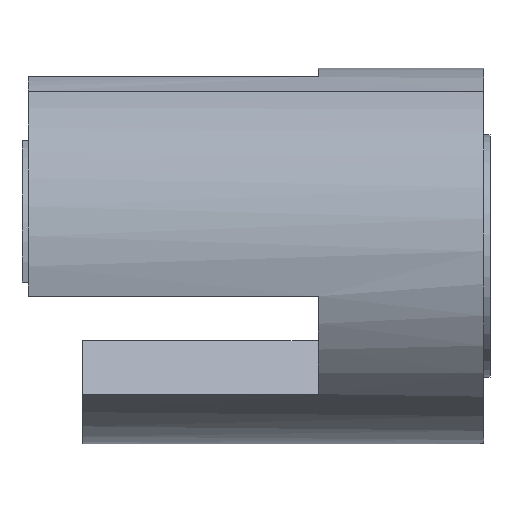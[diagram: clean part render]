
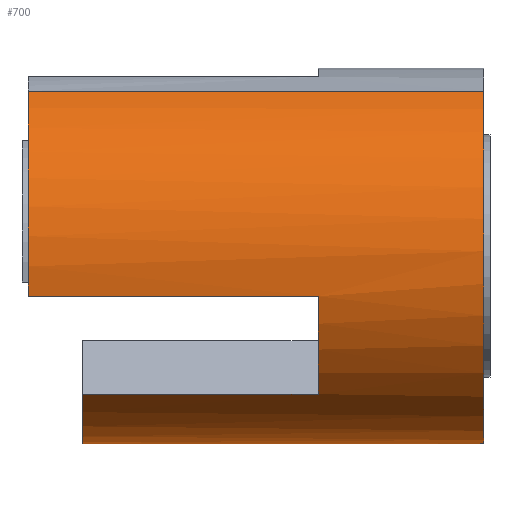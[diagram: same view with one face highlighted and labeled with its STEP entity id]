
A CAD part, top view. The second image highlights one B-rep face of the part: STEP entity #700.
In plain terms, the highlighted cylindrical face has radius 31 mm (diameter 62 mm), a partial arc.
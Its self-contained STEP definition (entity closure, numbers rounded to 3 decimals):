
#92=CARTESIAN_POINT('Axis2P3D Location',(40.65,0.,0.)) ;
#143=CARTESIAN_POINT('Vertex',(3.,27.205,14.862)) ;
#146=CARTESIAN_POINT('Line Origine',(40.65,27.205,14.862)) ;
#150=CARTESIAN_POINT('Vertex',(78.3,27.205,14.862)) ;
#157=CARTESIAN_POINT('Vertex',(78.3,-27.205,-14.862)) ;
#160=CARTESIAN_POINT('Line Origine',(40.65,-27.205,-14.862)) ;
#164=CARTESIAN_POINT('Vertex',(12.,-27.205,-14.862)) ;
#538=CARTESIAN_POINT('Vertex',(3.,-6.71,30.265)) ;
#541=CARTESIAN_POINT('Axis2P3D Location',(3.,0.,0.)) ;
#659=CARTESIAN_POINT('Axis2P3D Location',(78.3,0.,0.)) ;
#664=CARTESIAN_POINT('Line Origine',(40.65,-6.71,30.265)) ;
#668=CARTESIAN_POINT('Vertex',(50.9,-6.71,30.265)) ;
#671=CARTESIAN_POINT('Axis2P3D Location',(50.9,0.,0.)) ;
#675=CARTESIAN_POINT('Vertex',(50.9,-22.856,20.943)) ;
#678=CARTESIAN_POINT('Line Origine',(40.65,-22.856,20.943)) ;
#682=CARTESIAN_POINT('Vertex',(12.,-22.856,20.943)) ;
#685=CARTESIAN_POINT('Axis2P3D Location',(12.,0.,0.)) ;
#93=DIRECTION('Axis2P3D Direction',(1.,0.,0.)) ;
#94=DIRECTION('Axis2P3D XDirection',(0.,0.878,0.479)) ;
#147=DIRECTION('Vector Direction',(1.,0.,0.)) ;
#161=DIRECTION('Vector Direction',(1.,0.,0.)) ;
#542=DIRECTION('Axis2P3D Direction',(-1.,0.,0.)) ;
#660=DIRECTION('Axis2P3D Direction',(1.,0.,0.)) ;
#665=DIRECTION('Vector Direction',(1.,0.,0.)) ;
#672=DIRECTION('Axis2P3D Direction',(1.,0.,0.)) ;
#679=DIRECTION('Vector Direction',(1.,0.,0.)) ;
#686=DIRECTION('Axis2P3D Direction',(1.,0.,0.)) ;
#95=AXIS2_PLACEMENT_3D('Cylinder Axis2P3D',#92,#93,#94) ;
#543=AXIS2_PLACEMENT_3D('Circle Axis2P3D',#541,#542,$) ;
#661=AXIS2_PLACEMENT_3D('Circle Axis2P3D',#659,#660,$) ;
#673=AXIS2_PLACEMENT_3D('Circle Axis2P3D',#671,#672,$) ;
#687=AXIS2_PLACEMENT_3D('Circle Axis2P3D',#685,#686,$) ;
#691=ORIENTED_EDGE('',*,*,#166,.T.) ;
#692=ORIENTED_EDGE('',*,*,#663,.F.) ;
#693=ORIENTED_EDGE('',*,*,#152,.F.) ;
#694=ORIENTED_EDGE('',*,*,#545,.F.) ;
#695=ORIENTED_EDGE('',*,*,#670,.T.) ;
#696=ORIENTED_EDGE('',*,*,#677,.T.) ;
#697=ORIENTED_EDGE('',*,*,#684,.F.) ;
#698=ORIENTED_EDGE('',*,*,#689,.F.) ;
#148=VECTOR('Line Direction',#147,1.) ;
#162=VECTOR('Line Direction',#161,1.) ;
#666=VECTOR('Line Direction',#665,1.) ;
#680=VECTOR('Line Direction',#679,1.) ;
#700=ADVANCED_FACE('Body.3',(#699),#96,.T.) ;
#544=CIRCLE('generated circle',#543,31.) ;
#662=CIRCLE('generated circle',#661,31.) ;
#674=CIRCLE('generated circle',#673,31.) ;
#688=CIRCLE('generated circle',#687,31.) ;
#96=CYLINDRICAL_SURFACE('generated cylinder',#95,31.) ;
#152=EDGE_CURVE('',#144,#151,#149,.T.) ;
#166=EDGE_CURVE('',#165,#158,#163,.T.) ;
#545=EDGE_CURVE('',#539,#144,#544,.T.) ;
#663=EDGE_CURVE('',#151,#158,#662,.T.) ;
#670=EDGE_CURVE('',#539,#669,#667,.T.) ;
#677=EDGE_CURVE('',#669,#676,#674,.T.) ;
#684=EDGE_CURVE('',#683,#676,#681,.T.) ;
#689=EDGE_CURVE('',#165,#683,#688,.F.) ;
#690=EDGE_LOOP('',(#691,#692,#693,#694,#695,#696,#697,#698)) ;
#699=FACE_OUTER_BOUND('',#690,.T.) ;
#149=LINE('Line',#146,#148) ;
#163=LINE('Line',#160,#162) ;
#667=LINE('Line',#664,#666) ;
#681=LINE('Line',#678,#680) ;
#144=VERTEX_POINT('',#143) ;
#151=VERTEX_POINT('',#150) ;
#158=VERTEX_POINT('',#157) ;
#165=VERTEX_POINT('',#164) ;
#539=VERTEX_POINT('',#538) ;
#669=VERTEX_POINT('',#668) ;
#676=VERTEX_POINT('',#675) ;
#683=VERTEX_POINT('',#682) ;
